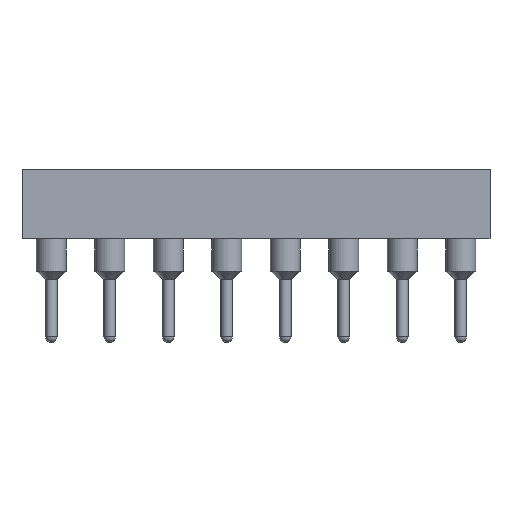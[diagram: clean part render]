
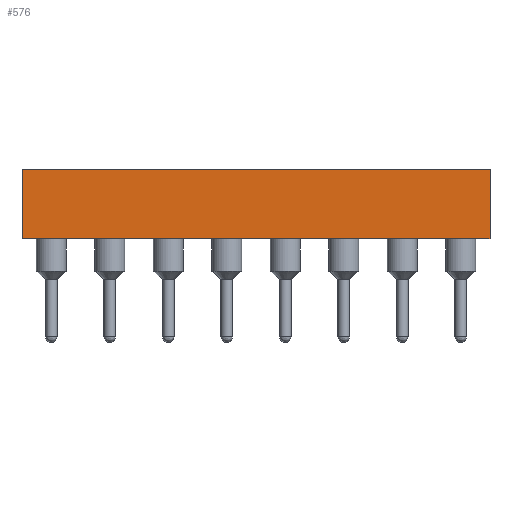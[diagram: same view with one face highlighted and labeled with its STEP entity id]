
A CAD part, front view. The second image highlights one B-rep face of the part: STEP entity #576.
In plain terms, the highlighted planar face has unit normal (0, -1, 0).
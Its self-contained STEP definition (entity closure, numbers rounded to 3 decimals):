
#45 = VECTOR ( 'NONE', #1079, 1000. ) ;
#576 = ADVANCED_FACE ( 'NONE', ( #2580 ), #4829, .T. ) ;
#656 = ORIENTED_EDGE ( 'NONE', *, *, #6983, .T. ) ;
#1079 = DIRECTION ( 'NONE',  ( 0., 0., -1. ) ) ;
#2487 = LINE ( 'NONE', #10996, #3942 ) ;
#2489 = VECTOR ( 'NONE', #8220, 1000. ) ;
#2580 = FACE_OUTER_BOUND ( 'NONE', #5004, .T. ) ;
#2630 = CARTESIAN_POINT ( 'NONE',  ( 0., -5.08, 0. ) ) ;
#2692 = CARTESIAN_POINT ( 'NONE',  ( 0., -5.08, -3. ) ) ;
#2882 = LINE ( 'NONE', #6161, #2489 ) ;
#3235 = CARTESIAN_POINT ( 'NONE',  ( 0., -5.08, 0. ) ) ;
#3637 = VERTEX_POINT ( 'NONE', #2630 ) ;
#3942 = VECTOR ( 'NONE', #7884, 1000. ) ;
#3997 = VERTEX_POINT ( 'NONE', #2692 ) ;
#4075 = VERTEX_POINT ( 'NONE', #11378 ) ;
#4829 = PLANE ( 'NONE',  #9431 ) ;
#5004 = EDGE_LOOP ( 'NONE', ( #11405, #7586, #656, #5924 ) ) ;
#5924 = ORIENTED_EDGE ( 'NONE', *, *, #11852, .F. ) ;
#6161 = CARTESIAN_POINT ( 'NONE',  ( 20.32, -5.08, 0. ) ) ;
#6264 = LINE ( 'NONE', #3235, #45 ) ;
#6383 = LINE ( 'NONE', #9559, #11769 ) ;
#6536 = VERTEX_POINT ( 'NONE', #10003 ) ;
#6983 = EDGE_CURVE ( 'NONE', #3997, #6536, #2487, .T. ) ;
#7586 = ORIENTED_EDGE ( 'NONE', *, *, #12518, .T. ) ;
#7884 = DIRECTION ( 'NONE',  ( 1., 0., 0. ) ) ;
#8220 = DIRECTION ( 'NONE',  ( 0., 0., -1. ) ) ;
#8481 = EDGE_CURVE ( 'NONE', #4075, #3637, #6383, .T. ) ;
#8554 = DIRECTION ( 'NONE',  ( -1., 0., 0. ) ) ;
#8841 = DIRECTION ( 'NONE',  ( 1., 0., 0. ) ) ;
#9431 = AXIS2_PLACEMENT_3D ( 'NONE', #13142, #9710, #8841 ) ;
#9559 = CARTESIAN_POINT ( 'NONE',  ( 0., -5.08, 0. ) ) ;
#9710 = DIRECTION ( 'NONE',  ( 0., -1., 0. ) ) ;
#10003 = CARTESIAN_POINT ( 'NONE',  ( 20.32, -5.08, -3. ) ) ;
#10996 = CARTESIAN_POINT ( 'NONE',  ( 10.16, -5.08, -3. ) ) ;
#11378 = CARTESIAN_POINT ( 'NONE',  ( 20.32, -5.08, 0. ) ) ;
#11405 = ORIENTED_EDGE ( 'NONE', *, *, #8481, .T. ) ;
#11769 = VECTOR ( 'NONE', #8554, 1000. ) ;
#11852 = EDGE_CURVE ( 'NONE', #4075, #6536, #2882, .T. ) ;
#12518 = EDGE_CURVE ( 'NONE', #3637, #3997, #6264, .T. ) ;
#13142 = CARTESIAN_POINT ( 'NONE',  ( 0., -5.08, 0. ) ) ;
